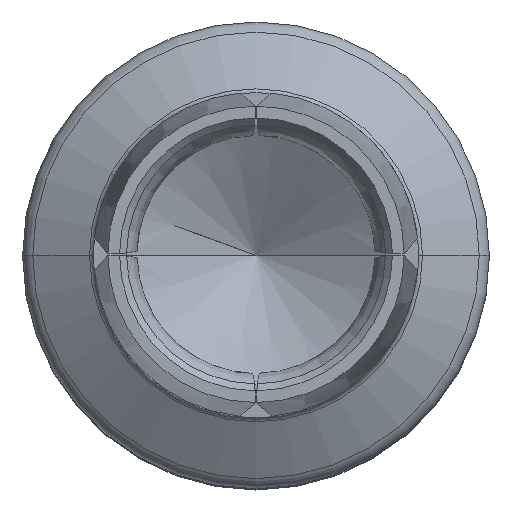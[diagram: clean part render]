
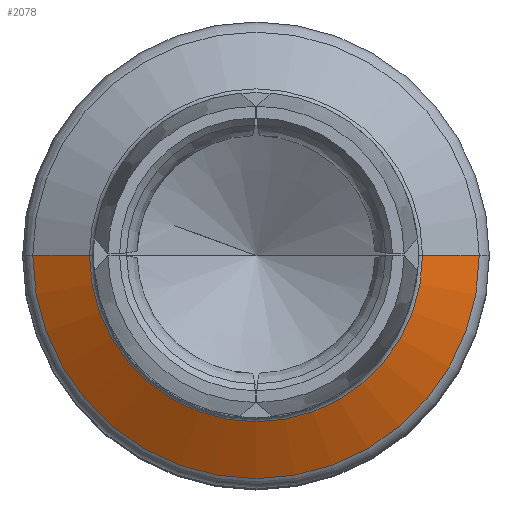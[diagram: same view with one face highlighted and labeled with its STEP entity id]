
A CAD part, top view. The second image highlights one B-rep face of the part: STEP entity #2078.
In plain terms, the highlighted conical face has half-angle 60 degrees and reference radius 4.801 mm.
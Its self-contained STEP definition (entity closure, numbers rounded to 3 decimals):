
#694=DIRECTION('',(-0.866,0.,0.5));
#695=VECTOR('',#694,1.615);
#696=CARTESIAN_POINT('',(6.375,0.,1.734));
#697=LINE('',#696,#695);
#703=DIRECTION('',(-0.866,0.,-0.5));
#704=VECTOR('',#703,1.615);
#705=CARTESIAN_POINT('',(-3.227,0.,2.541));
#706=LINE('',#705,#704);
#735=CARTESIAN_POINT('',(0.875,0.,1.734));
#736=DIRECTION('',(0.,0.,-1.));
#737=DIRECTION('',(1.,0.,0.));
#738=AXIS2_PLACEMENT_3D('',#735,#736,#737);
#740=CARTESIAN_POINT('',(0.875,0.,2.541));
#741=DIRECTION('',(0.,0.,-1.));
#742=DIRECTION('',(1.,0.,0.));
#743=AXIS2_PLACEMENT_3D('',#740,#741,#742);
#986=CARTESIAN_POINT('',(4.977,0.,2.541));
#988=VERTEX_POINT('',#986);
#990=CARTESIAN_POINT('',(-3.227,0.,2.541));
#992=VERTEX_POINT('',#990);
#1129=CARTESIAN_POINT('',(6.375,0.,1.734));
#1130=CARTESIAN_POINT('',(-4.625,0.,1.734));
#1131=VERTEX_POINT('',#1129);
#1132=VERTEX_POINT('',#1130);
#2067=CARTESIAN_POINT('',(0.875,0.,2.138));
#2068=DIRECTION('',(0.,0.,-1.));
#2069=DIRECTION('',(1.,0.,0.));
#2070=AXIS2_PLACEMENT_3D('',#2067,#2068,#2069);
#2071=CONICAL_SURFACE('',#2070,4.801,60.);
#2072=ORIENTED_EDGE('',*,*,#2061,.T.);
#2073=ORIENTED_EDGE('',*,*,#2005,.F.);
#2074=ORIENTED_EDGE('',*,*,#1974,.F.);
#2075=ORIENTED_EDGE('',*,*,#2002,.F.);
#2076=EDGE_LOOP('',(#2072,#2073,#2074,#2075));
#2077=FACE_OUTER_BOUND('',#2076,.F.);
#2078=ADVANCED_FACE('',(#2077),#2071,.T.);
#739=CIRCLE('',#738,5.5);
#744=CIRCLE('',#743,4.102);
#1974=EDGE_CURVE('',#988,#992,#744,.T.);
#2002=EDGE_CURVE('',#1131,#988,#697,.T.);
#2005=EDGE_CURVE('',#992,#1132,#706,.T.);
#2061=EDGE_CURVE('',#1131,#1132,#739,.T.);
